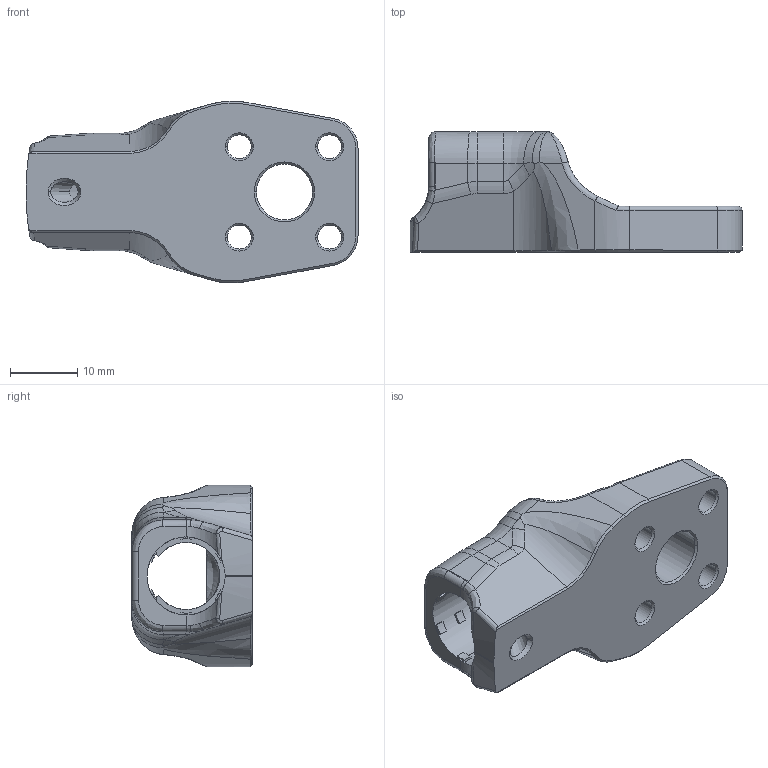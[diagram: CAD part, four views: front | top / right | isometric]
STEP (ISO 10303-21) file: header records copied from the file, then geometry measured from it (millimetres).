
FILE_DESCRIPTION((''),'2;1');
FILE_NAME('MM1_C','2026-01-22T15:02:54',('james'),(''),'CREO PARAMETRIC BY PTC INC, 2023294','CREO PARAMETRIC BY PTC INC, 2023294','');
FILE_SCHEMA(('CONFIG_CONTROL_DESIGN'));
Length unit declared in the file: millimetre
Products named in the file (1): MM1_C
Bounding box: 49.38 x 17.91 x 27.06 mm (x, y, z)
Volume: 7692.2 mm3; surface area: 4519.5 mm2
Topology: 1 solids, 1 shells, 308 faces, 806 edges, 507 vertices
Faces by surface type: plane 133, cylinder 80, bspline 60, cone 26, torus 9
Entity records: 12778 total; most frequent: CARTESIAN_POINT 5579, ORIENTED_EDGE 1612, DIRECTION 1351, EDGE_CURVE 806, VERTEX_POINT 507, AXIS2_PLACEMENT_3D 500, VECTOR 351, LINE 351
